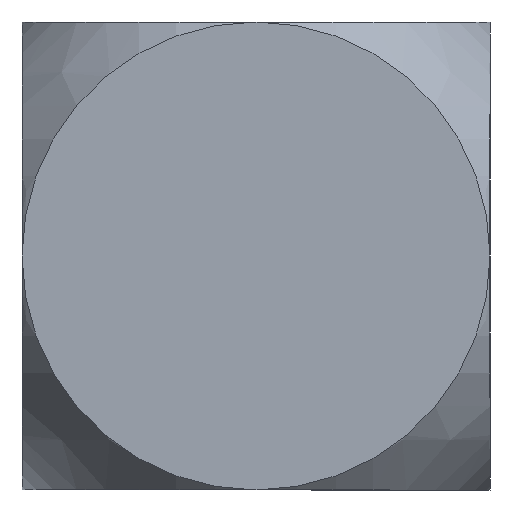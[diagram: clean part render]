
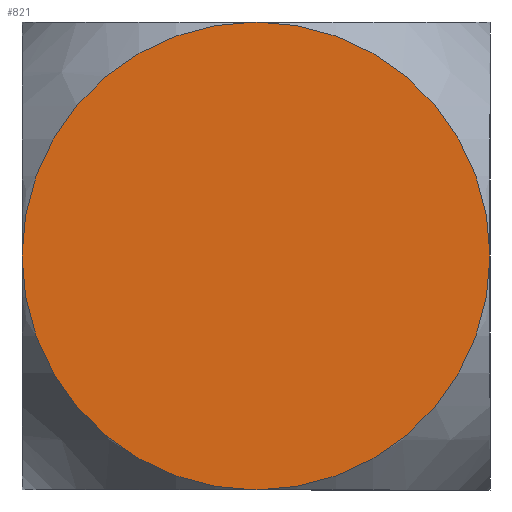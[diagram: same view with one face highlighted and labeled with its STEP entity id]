
A CAD part, left-side view. The second image highlights one B-rep face of the part: STEP entity #821.
In plain terms, the highlighted planar face has unit normal (-1, 0, 0).
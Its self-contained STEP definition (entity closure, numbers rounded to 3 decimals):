
#75 = VERTEX_POINT ( 'NONE', #224 ) ;
#224 = CARTESIAN_POINT ( 'NONE',  ( -9., 9., 0. ) ) ;
#394 = DIRECTION ( 'NONE',  ( 0., 0., 1. ) ) ;
#395 = DIRECTION ( 'NONE',  ( -1., 0., 0. ) ) ;
#396 = CARTESIAN_POINT ( 'NONE',  ( -9., 0., 0. ) ) ;
#397 = AXIS2_PLACEMENT_3D ( 'NONE', #396, #395, #394 ) ;
#398 = CIRCLE ( 'NONE', #397, 9. ) ;
#418 = CARTESIAN_POINT ( 'NONE',  ( -9., 0., -9. ) ) ;
#421 = DIRECTION ( 'NONE',  ( 0., 0., 1. ) ) ;
#422 = DIRECTION ( 'NONE',  ( -1., 0., 0. ) ) ;
#423 = CARTESIAN_POINT ( 'NONE',  ( -9., 0., 0. ) ) ;
#425 = AXIS2_PLACEMENT_3D ( 'NONE', #423, #422, #421 ) ;
#426 = PLANE ( 'NONE',  #425 ) ;
#427 = FACE_OUTER_BOUND ( 'NONE', #849, .T. ) ;
#433 = DIRECTION ( 'NONE',  ( 0., 0., 1. ) ) ;
#434 = DIRECTION ( 'NONE',  ( -1., 0., 0. ) ) ;
#435 = CARTESIAN_POINT ( 'NONE',  ( -9., 0., 0. ) ) ;
#436 = AXIS2_PLACEMENT_3D ( 'NONE', #435, #434, #433 ) ;
#437 = CIRCLE ( 'NONE', #436, 9. ) ;
#453 = DIRECTION ( 'NONE',  ( 0., 0., 1. ) ) ;
#454 = DIRECTION ( 'NONE',  ( -1., 0., 0. ) ) ;
#455 = CARTESIAN_POINT ( 'NONE',  ( -9., 0., 0. ) ) ;
#456 = AXIS2_PLACEMENT_3D ( 'NONE', #455, #454, #453 ) ;
#457 = CIRCLE ( 'NONE', #456, 9. ) ;
#486 = CARTESIAN_POINT ( 'NONE',  ( -9., 0., 9. ) ) ;
#493 = DIRECTION ( 'NONE',  ( 0., 0., 1. ) ) ;
#494 = DIRECTION ( 'NONE',  ( -1., 0., 0. ) ) ;
#495 = CARTESIAN_POINT ( 'NONE',  ( -9., 0., 0. ) ) ;
#496 = AXIS2_PLACEMENT_3D ( 'NONE', #495, #494, #493 ) ;
#500 = CIRCLE ( 'NONE', #496, 9. ) ;
#574 = CARTESIAN_POINT ( 'NONE',  ( -9., -9., 0. ) ) ;
#800 = EDGE_CURVE ( 'NONE', #873, #855, #398, .T. ) ;
#814 = EDGE_CURVE ( 'NONE', #855, #75, #437, .T. ) ;
#821 = ADVANCED_FACE ( 'NONE', ( #427 ), #426, .T. ) ;
#827 = VERTEX_POINT ( 'NONE', #418 ) ;
#840 = EDGE_CURVE ( 'NONE', #827, #873, #457, .T. ) ;
#842 = ORIENTED_EDGE ( 'NONE', *, *, #840, .T. ) ;
#843 = ORIENTED_EDGE ( 'NONE', *, *, #800, .T. ) ;
#845 = ORIENTED_EDGE ( 'NONE', *, *, #851, .T. ) ;
#849 = EDGE_LOOP ( 'NONE', ( #850, #845, #842, #843 ) ) ;
#850 = ORIENTED_EDGE ( 'NONE', *, *, #814, .T. ) ;
#851 = EDGE_CURVE ( 'NONE', #75, #827, #500, .T. ) ;
#855 = VERTEX_POINT ( 'NONE', #486 ) ;
#873 = VERTEX_POINT ( 'NONE', #574 ) ;
